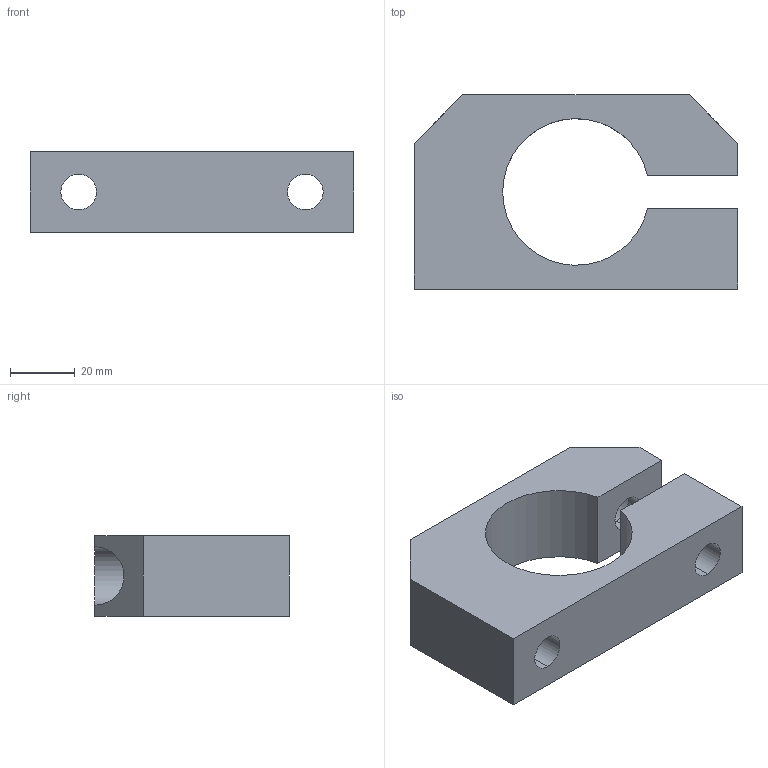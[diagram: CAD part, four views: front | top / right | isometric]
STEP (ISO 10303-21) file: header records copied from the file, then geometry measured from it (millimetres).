
FILE_DESCRIPTION (( 'STEP AP203' ), '1' );
FILE_NAME ('TE_045_A.step', '2018-12-22T23:32:06', ( '' ), ( '' ), 'SwSTEP 2.0', 'SolidWorks 2016', '' );
FILE_SCHEMA (( 'CONFIG_CONTROL_DESIGN' ));
Length unit declared in the file: millimetre
Products named in the file (1): TE_045_A
Bounding box: 100 x 60 x 25 mm (x, y, z)
Volume: 81340.1 mm3; surface area: 23469.2 mm2
Topology: 1 solids, 1 shells, 25 faces, 65 edges, 42 vertices
Faces by surface type: plane 13, cylinder 12
Entity records: 858 total; most frequent: CARTESIAN_POINT 139, DIRECTION 137, ORIENTED_EDGE 130, EDGE_CURVE 65, AXIS2_PLACEMENT_3D 48, VERTEX_POINT 42, VECTOR 41, LINE 41
